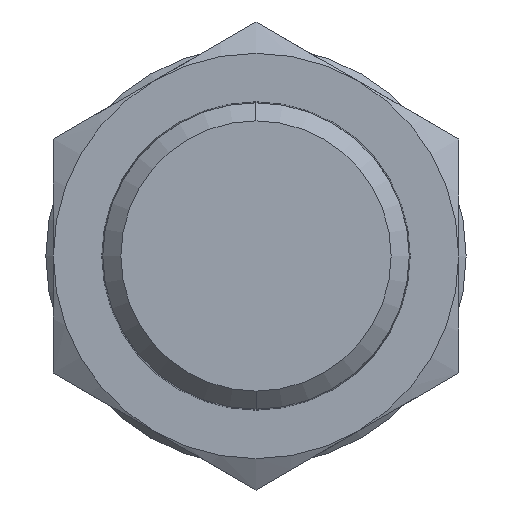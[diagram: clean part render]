
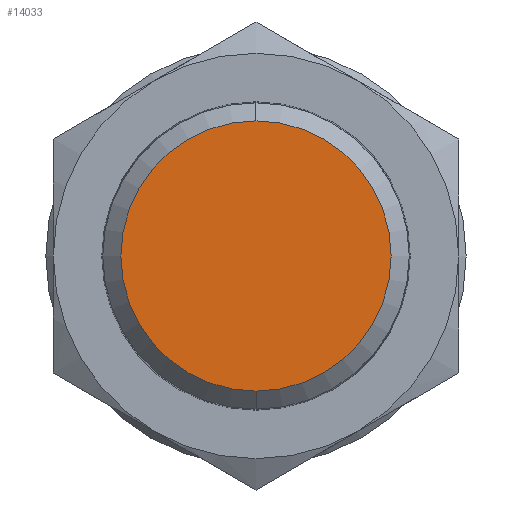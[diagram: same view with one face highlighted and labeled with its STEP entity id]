
A CAD part, left-side view. The second image highlights one B-rep face of the part: STEP entity #14033.
In plain terms, the highlighted face is planar.
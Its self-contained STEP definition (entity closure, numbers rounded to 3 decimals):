
#141=CARTESIAN_POINT('',(-9.,0.,-49.7));
#142=VERTEX_POINT('',#141);
#151=CARTESIAN_POINT('',(9.,0.,-49.7));
#152=VERTEX_POINT('',#151);
#153=CARTESIAN_POINT('',(0.,0.,-49.7));
#154=DIRECTION('',(0.0,0.0,1.0));
#155=DIRECTION('',(-1.0,0.0,0.0));
#156=AXIS2_PLACEMENT_3D('',#153,#154,#155);
#157=CIRCLE('',#156,9.0);
#158=EDGE_CURVE('',#142,#152,#157,.T.);
#14018=CARTESIAN_POINT('',(0.,0.,-49.7));
#14019=DIRECTION('',(0.0,0.0,1.0));
#14020=DIRECTION('',(-1.0,0.0,0.0));
#14021=AXIS2_PLACEMENT_3D('',#14018,#14019,#14020);
#14022=PLANE('',#14021);
#14023=CARTESIAN_POINT('',(0.,0.,-49.7));
#14024=DIRECTION('',(0.0,0.0,1.0));
#14025=DIRECTION('',(-1.0,0.0,0.0));
#14026=AXIS2_PLACEMENT_3D('',#14023,#14024,#14025);
#14027=CIRCLE('',#14026,9.0);
#14028=EDGE_CURVE('',#152,#142,#14027,.T.);
#14029=ORIENTED_EDGE('',*,*,#14028,.F.);
#14030=ORIENTED_EDGE('',*,*,#158,.F.);
#14031=EDGE_LOOP('',(#14029,#14030));
#14032=FACE_OUTER_BOUND('',#14031,.T.);
#14033=ADVANCED_FACE('',(#14032),#14022,.F.);
